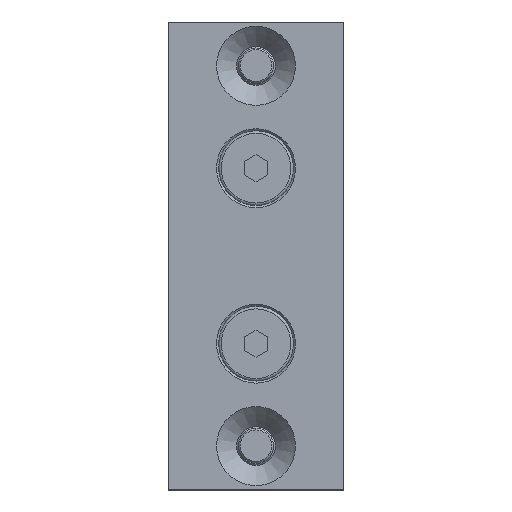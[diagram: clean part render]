
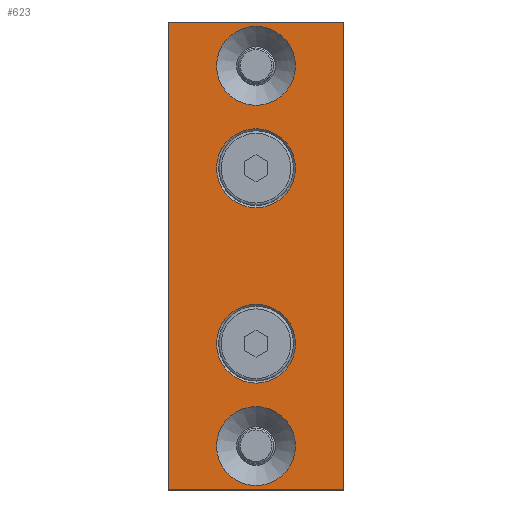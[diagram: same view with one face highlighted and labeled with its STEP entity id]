
A CAD part, top view. The second image highlights one B-rep face of the part: STEP entity #623.
In plain terms, the highlighted planar face has unit normal (0, 0, 1).
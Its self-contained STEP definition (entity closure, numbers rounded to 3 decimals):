
#66=CIRCLE('',#877,6.75);
#67=CIRCLE('',#878,6.75);
#68=CIRCLE('',#879,6.75);
#69=CIRCLE('',#880,6.75);
#110=ORIENTED_EDGE('',*,*,#246,.T.);
#111=ORIENTED_EDGE('',*,*,#247,.T.);
#112=ORIENTED_EDGE('',*,*,#248,.T.);
#113=ORIENTED_EDGE('',*,*,#249,.T.);
#114=ORIENTED_EDGE('',*,*,#230,.F.);
#115=ORIENTED_EDGE('',*,*,#240,.F.);
#116=ORIENTED_EDGE('',*,*,#237,.F.);
#117=ORIENTED_EDGE('',*,*,#234,.F.);
#230=EDGE_CURVE('',#302,#303,#358,.T.);
#234=EDGE_CURVE('',#303,#306,#362,.T.);
#237=EDGE_CURVE('',#306,#308,#365,.T.);
#240=EDGE_CURVE('',#308,#302,#368,.T.);
#246=EDGE_CURVE('',#314,#314,#66,.T.);
#247=EDGE_CURVE('',#315,#315,#67,.T.);
#248=EDGE_CURVE('',#316,#316,#68,.T.);
#249=EDGE_CURVE('',#317,#317,#69,.T.);
#302=VERTEX_POINT('',#1133);
#303=VERTEX_POINT('',#1134);
#306=VERTEX_POINT('',#1142);
#308=VERTEX_POINT('',#1148);
#314=VERTEX_POINT('',#1166);
#315=VERTEX_POINT('',#1168);
#316=VERTEX_POINT('',#1170);
#317=VERTEX_POINT('',#1172);
#358=LINE('',#1132,#406);
#362=LINE('',#1141,#410);
#365=LINE('',#1147,#413);
#368=LINE('',#1153,#416);
#406=VECTOR('',#942,1000.);
#410=VECTOR('',#948,1000.);
#413=VECTOR('',#953,1000.);
#416=VECTOR('',#958,1000.);
#463=EDGE_LOOP('',(#110));
#464=EDGE_LOOP('',(#111));
#465=EDGE_LOOP('',(#112));
#466=EDGE_LOOP('',(#113));
#467=EDGE_LOOP('',(#114,#115,#116,#117));
#533=FACE_BOUND('',#463,.T.);
#534=FACE_BOUND('',#464,.T.);
#535=FACE_BOUND('',#465,.T.);
#536=FACE_BOUND('',#466,.T.);
#537=FACE_BOUND('',#467,.T.);
#599=PLANE('',#876);
#623=ADVANCED_FACE('',(#533,#534,#535,#536,#537),#599,.F.);
#876=AXIS2_PLACEMENT_3D('',#1164,#970,#971);
#877=AXIS2_PLACEMENT_3D('',#1165,#972,#973);
#878=AXIS2_PLACEMENT_3D('',#1167,#974,#975);
#879=AXIS2_PLACEMENT_3D('',#1169,#976,#977);
#880=AXIS2_PLACEMENT_3D('',#1171,#978,#979);
#942=DIRECTION('',(0.,1.,0.));
#948=DIRECTION('',(1.,0.,0.));
#953=DIRECTION('',(0.,-1.,0.));
#958=DIRECTION('',(-1.,0.,0.));
#970=DIRECTION('',(0.,0.,-1.));
#971=DIRECTION('',(-1.,0.,0.));
#972=DIRECTION('',(0.,0.,-1.));
#973=DIRECTION('',(0.,1.,0.));
#974=DIRECTION('',(0.,0.,-1.));
#975=DIRECTION('',(0.,1.,0.));
#976=DIRECTION('',(0.,0.,-1.));
#977=DIRECTION('',(0.,1.,0.));
#978=DIRECTION('',(0.,0.,-1.));
#979=DIRECTION('',(0.,1.,0.));
#1132=CARTESIAN_POINT('',(-15.,-40.,0.));
#1133=CARTESIAN_POINT('',(-15.,-40.,0.));
#1134=CARTESIAN_POINT('',(-15.,40.,0.));
#1141=CARTESIAN_POINT('',(-15.,40.,0.));
#1142=CARTESIAN_POINT('',(15.,40.,0.));
#1147=CARTESIAN_POINT('',(15.,40.,0.));
#1148=CARTESIAN_POINT('',(15.,-40.,0.));
#1153=CARTESIAN_POINT('',(15.,-40.,0.));
#1164=CARTESIAN_POINT('',(-15.,40.,0.));
#1165=CARTESIAN_POINT('',(0.,32.5,0.));
#1166=CARTESIAN_POINT('',(0.,39.25,0.));
#1167=CARTESIAN_POINT('',(0.,15.,0.));
#1168=CARTESIAN_POINT('',(0.,21.75,0.));
#1169=CARTESIAN_POINT('',(0.,-32.5,0.));
#1170=CARTESIAN_POINT('',(0.,-25.75,0.));
#1171=CARTESIAN_POINT('',(0.,-15.,0.));
#1172=CARTESIAN_POINT('',(0.,-8.25,0.));
